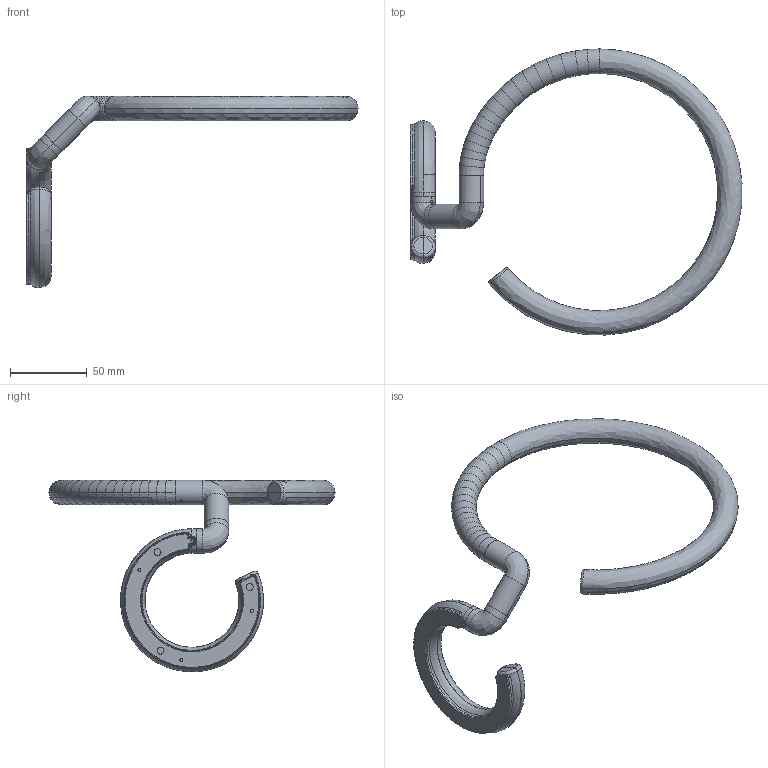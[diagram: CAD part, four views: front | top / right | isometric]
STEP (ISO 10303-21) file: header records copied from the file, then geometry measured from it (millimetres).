
FILE_DESCRIPTION(/* description */ (''),/* implementation_level */ '2;1');
FILE_NAME(/* name */ 'Vine Spot',/* time_stamp */ '2022-10-11T12:43:16+02:00',/* author */ (''),/* organization */ (''),/* preprocessor_version */ 'ST-DEVELOPER v16.5',/* originating_system */ 'Rhino 7.22',/* authorisation */ '');
FILE_SCHEMA (('AUTOMOTIVE_DESIGN'));
Length unit declared in the file: millimetre
Products named in the file (1): Document
Bounding box: 215.72 x 185.9 x 124.62 mm (x, y, z)
Volume: 93106.3 mm3; surface area: 54972.9 mm2
Topology: 8 solids, 10 shells, 238 faces, 531 edges, 319 vertices
Faces by surface type: bspline 170, cylinder 34, plane 34
Entity records: 14016 total; most frequent: CARTESIAN_POINT 10739, ORIENTED_EDGE 1013, EDGE_CURVE 515, VERTEX_POINT 303, B_SPLINE_CURVE_WITH_KNOTS 260, EDGE_LOOP 254, ADVANCED_FACE 238, FACE_OUTER_BOUND 238
